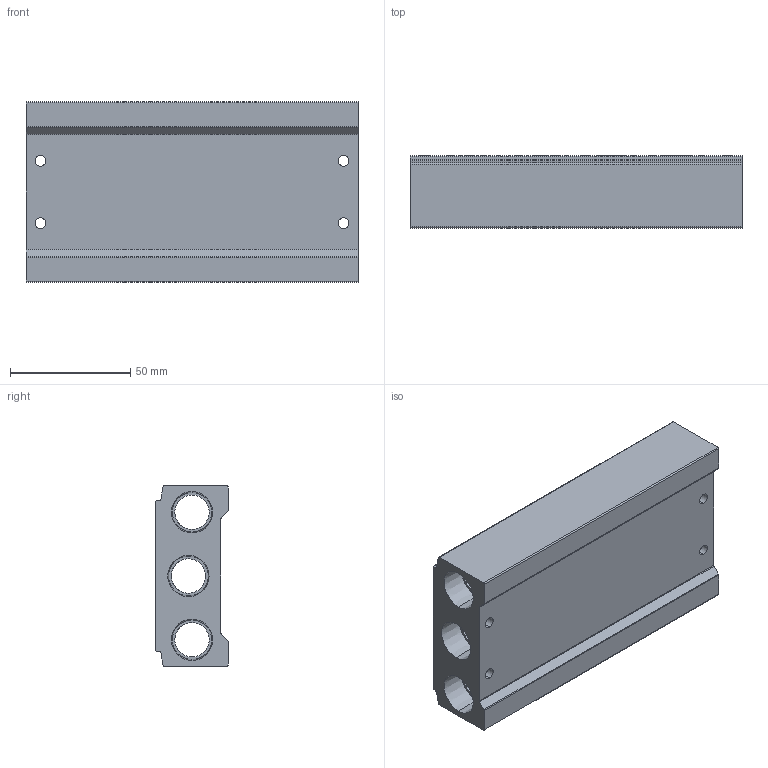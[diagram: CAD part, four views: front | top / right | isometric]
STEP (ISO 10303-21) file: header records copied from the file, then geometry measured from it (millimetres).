
FILE_DESCRIPTION (( 'STEP AP203' ), '1' );
FILE_NAME ('AM-534.step', '2015-11-10T16:23:29', ( '' ), ( '' ), 'SwSTEP 2.0', 'SolidWorks 2015', '' );
FILE_SCHEMA (( 'CONFIG_CONTROL_DESIGN' ));
Length unit declared in the file: millimetre
Products named in the file (1): AM-534
Bounding box: 138 x 30 x 75 mm (x, y, z)
Volume: 205005.2 mm3; surface area: 54322.6 mm2
Topology: 1 solids, 1 shells, 129 faces, 347 edges, 218 vertices
Faces by surface type: cylinder 65, plane 36, cone 28
Entity records: 4704 total; most frequent: CARTESIAN_POINT 1295, DIRECTION 729, ORIENTED_EDGE 662, EDGE_CURVE 331, AXIS2_PLACEMENT_3D 292, VERTEX_POINT 218, EDGE_LOOP 181, CIRCLE 162
